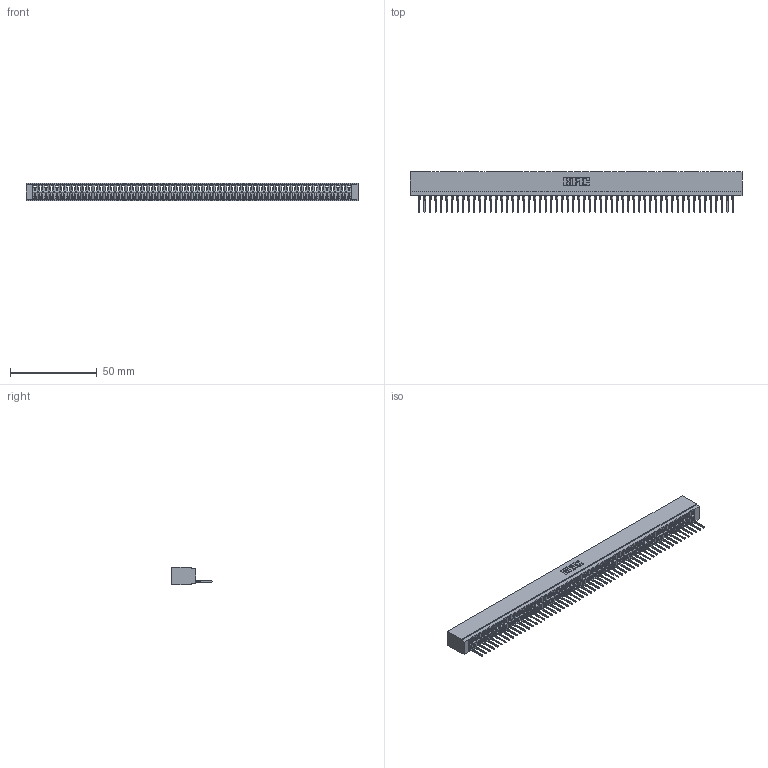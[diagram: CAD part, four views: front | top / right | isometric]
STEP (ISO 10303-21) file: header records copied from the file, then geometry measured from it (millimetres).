
FILE_DESCRIPTION (( 'STEP AP203' ), '1' );
FILE_NAME ('726-058-527-101.STEP', '2020-05-28T09:59:40', ( '' ), ( '' ), 'SwSTEP 2.0', 'SolidWorks 2020', '' );
FILE_SCHEMA (( 'CONFIG_CONTROL_DESIGN' ));
Length unit declared in the file: inch
Products named in the file (3): 746-292-001_527; 726 Part_.515 Slot Depth - 01; 726-058-527-101
Assembly tree (59 placements, depth 2):
  726-058-527-101
    726 Part_.515 Slot Depth - 01
    746-292-001_527  x58
Bounding box: 191.39 x 23.48 x 9.91 mm (x, y, z)
Volume: 17053.2 mm3; surface area: 26591.1 mm2
Topology: 59 solids, 59 shells, 6361 faces, 18069 edges, 11601 vertices
Faces by surface type: plane 3709, bspline 1160, cylinder 1144, torus 348
Entity records: 85391 total; most frequent: CARTESIAN_POINT 17147, ORIENTED_EDGE 15048, DIRECTION 12420, EDGE_CURVE 7524, LINE 6760, VECTOR 6760, VERTEX_POINT 4989, AXIS2_PLACEMENT_3D 2830
